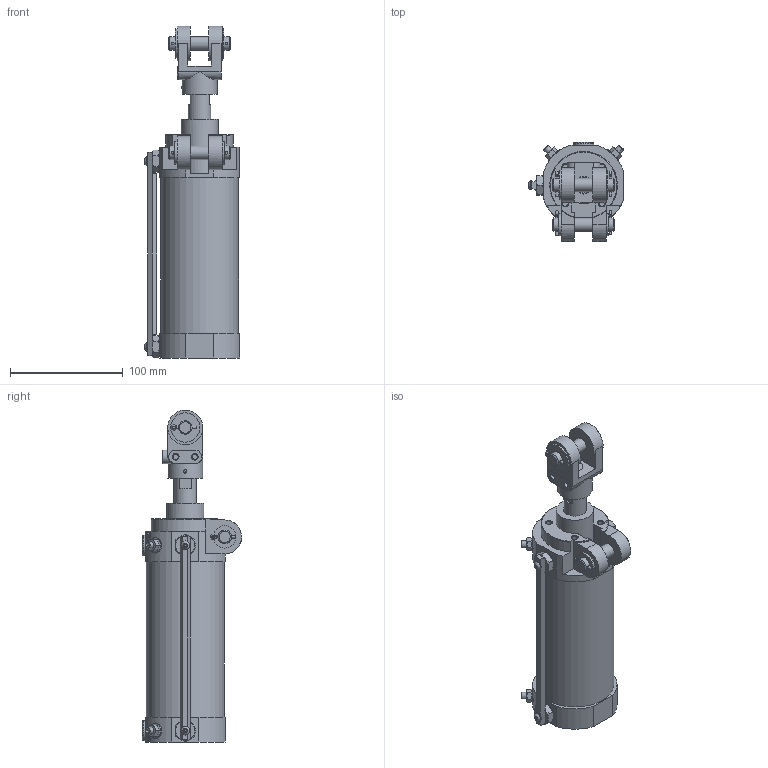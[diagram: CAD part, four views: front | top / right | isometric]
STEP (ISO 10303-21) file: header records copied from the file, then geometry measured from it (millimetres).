
FILE_DESCRIPTION(/* description */ ('STEP AP214'),/* implementation_level */ '2;1');
FILE_NAME(/* name */ '572363_DWC-63-100-Y-A-G',/* time_stamp */ '2024-08-23T15:13:27+02:00',/* author */ ('License CC BY-ND 4.0'),/* organization */ ('CADENAS'),/* preprocessor_version */ 'ST-DEVELOPER v19.3',/* originating_system */ 'PARTsolutions',/* authorisation */ ' ');
FILE_SCHEMA (('CONFIG_CONTROL_DESIGN','AP203_CONFIGURATION_CONTROLLED_3D_DESIGN_OF_MECHANICAL_PARTS_AND_ASSEMBLIES_MIM_LF { 1 0 10303 203 3 1 4 }','AUTOMOTIVE_DESIGN {1 0 10303 214 3 1 1}'));
Length unit declared in the file: millimetre
Products named in the file (7): 572363 DWC-63-100-Y-A-G---(0); 710970 DWC-63-100-GA_ZYL; 710975 DWC-63-100_K; 558188 SGH-C-63_GK; 711021 63_ST; 710980 DW-63-100-G_HS; 740441 G1/4_BS
Assembly tree (7 placements, depth 2):
  572363 DWC-63-100-Y-A-G---(0)
    710970 DWC-63-100-GA_ZYL
    710975 DWC-63-100_K
    558188 SGH-C-63_GK
    711021 63_ST
    710980 DW-63-100-G_HS
    740441 G1/4_BS  x2
Bounding box: 84.5 x 88 x 294.5 mm (x, y, z)
Volume: 558478.8 mm3; surface area: 145727.5 mm2
Topology: 7 solids, 7 shells, 626 faces, 1461 edges, 923 vertices
Faces by surface type: plane 332, cylinder 174, cone 95, torus 25
Full cylindrical faces by diameter (mm): 2.3 x10, 3 x4, 4.917 x8, 6 x4, 6.93 x2, 7.6 x2, 11.1 x4, 11.445 x6, 12 x8, 13.157 x4, 13.8 x4, 14.376 x1, 16 x1, 16.2 x1, 18 x8, 20 x5, 26 x2, 31 x3, 33 x1, 63 x2, 69 x1
Entity records: 17001 total; most frequent: CARTESIAN_POINT 3717, DIRECTION 2743, ORIENTED_EDGE 2502, EDGE_CURVE 1251, AXIS2_PLACEMENT_3D 1121, VERTEX_POINT 865, FACE_BOUND 830, EDGE_LOOP 827
